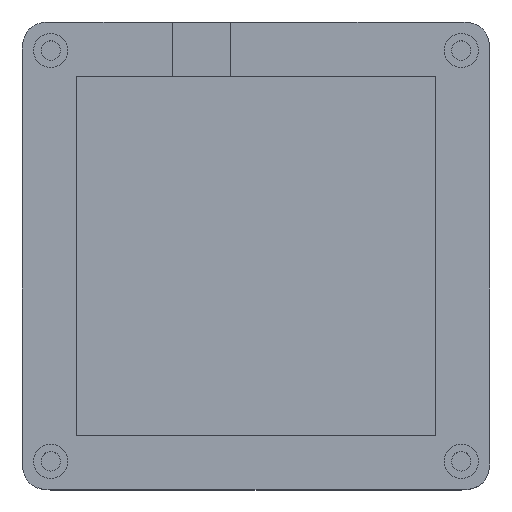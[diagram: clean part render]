
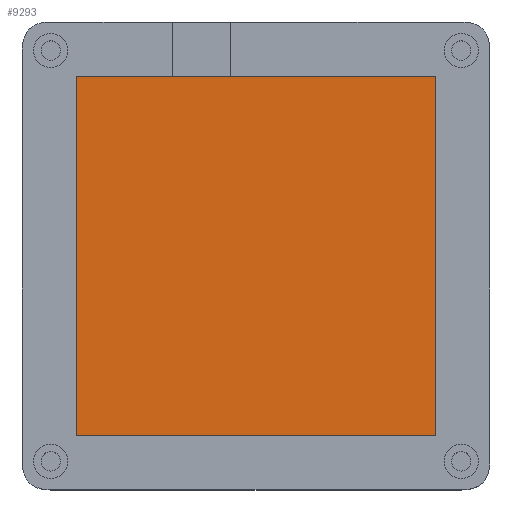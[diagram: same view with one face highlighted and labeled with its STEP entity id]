
A CAD part, top view. The second image highlights one B-rep face of the part: STEP entity #9293.
In plain terms, the highlighted planar face has unit normal (0, 0, 1).
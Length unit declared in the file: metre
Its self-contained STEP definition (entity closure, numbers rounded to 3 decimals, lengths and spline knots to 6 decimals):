
#1652=ORIENTED_EDGE('',*,*,#4583,.F.);
#1653=ORIENTED_EDGE('',*,*,#4578,.T.);
#1654=ORIENTED_EDGE('',*,*,#4591,.T.);
#1655=ORIENTED_EDGE('',*,*,#4586,.F.);
#4578=EDGE_CURVE('',#6054,#6055,#6751,.T.);
#4583=EDGE_CURVE('',#6054,#6058,#6756,.T.);
#4586=EDGE_CURVE('',#6058,#6059,#6759,.T.);
#4591=EDGE_CURVE('',#6055,#6059,#6761,.T.);
#6054=VERTEX_POINT('',#14366);
#6055=VERTEX_POINT('',#14367);
#6058=VERTEX_POINT('',#14376);
#6059=VERTEX_POINT('',#14381);
#6751=LINE('',#14365,#7436);
#6756=LINE('',#14375,#7441);
#6759=LINE('',#14380,#7444);
#6761=LINE('',#14394,#7446);
#7436=VECTOR('',#11248,1.);
#7441=VECTOR('',#11255,1.);
#7444=VECTOR('',#11260,1.);
#7446=VECTOR('',#11278,1.);
#8060=EDGE_LOOP('',(#1652,#1653,#1654,#1655));
#8623=FACE_BOUND('',#8060,.T.);
#9155=PLANE('',#10024);
#9293=ADVANCED_FACE('',(#8623),#9155,.T.);
#10024=AXIS2_PLACEMENT_3D('',#14404,#11281,#11282);
#11248=DIRECTION('',(0.,-1.,0.));
#11255=DIRECTION('',(1.,0.,0.));
#11260=DIRECTION('',(0.,-1.,0.));
#11278=DIRECTION('',(1.,0.,0.));
#11281=DIRECTION('',(0.,0.,1.));
#11282=DIRECTION('',(1.,0.,0.));
#14365=CARTESIAN_POINT('',(-0.031469,0.,0.003));
#14366=CARTESIAN_POINT('',(-0.031469,0.0315,0.003));
#14367=CARTESIAN_POINT('',(-0.031469,-0.0315,0.003));
#14375=CARTESIAN_POINT('',(0.,0.0315,0.003));
#14376=CARTESIAN_POINT('',(0.031469,0.0315,0.003));
#14380=CARTESIAN_POINT('',(0.031469,0.,0.003));
#14381=CARTESIAN_POINT('',(0.031469,-0.0315,0.003));
#14394=CARTESIAN_POINT('',(0.,-0.0315,0.003));
#14404=CARTESIAN_POINT('',(0.,0.,0.003));
